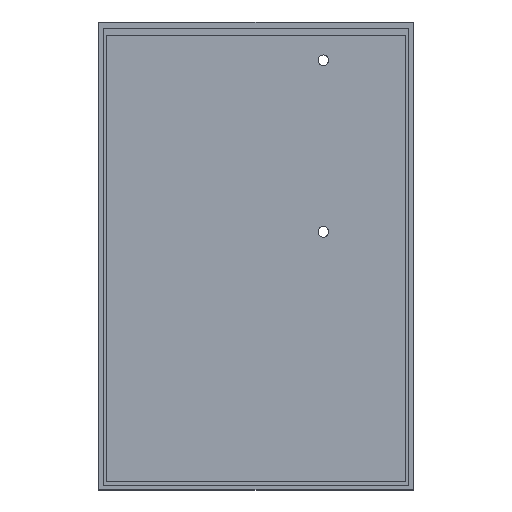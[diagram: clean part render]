
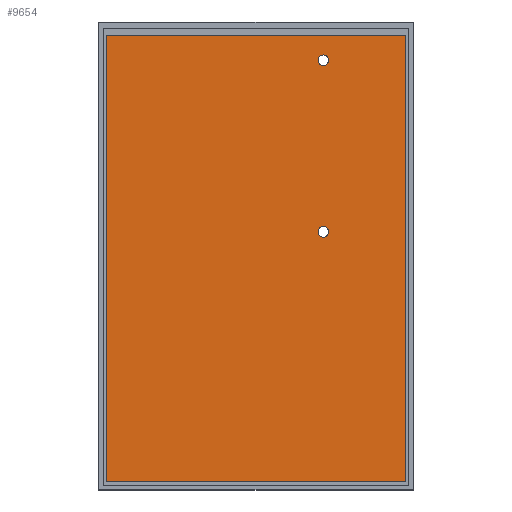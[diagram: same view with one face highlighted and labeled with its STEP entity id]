
A CAD part, top view. The second image highlights one B-rep face of the part: STEP entity #9654.
In plain terms, the highlighted planar face has unit normal (0, 0, 1).
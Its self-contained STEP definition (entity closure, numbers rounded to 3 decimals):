
#11 = CARTESIAN_POINT ( 'NONE',  ( 59.337, 41.662, 4.5 ) ) ;
#35 = EDGE_LOOP ( 'NONE', ( #4399, #1721 ) ) ;
#166 = VERTEX_POINT ( 'NONE', #2659 ) ;
#348 = AXIS2_PLACEMENT_3D ( 'NONE', #6691, #9404, #1753 ) ;
#414 = VERTEX_POINT ( 'NONE', #9525 ) ;
#697 = VECTOR ( 'NONE', #1819, 1000. ) ;
#751 = CARTESIAN_POINT ( 'NONE',  ( 6.337, 45.862, 4.5 ) ) ;
#785 = ORIENTED_EDGE ( 'NONE', *, *, #4974, .T. ) ;
#787 = CARTESIAN_POINT ( 'NONE',  ( 32.937, 33.662, 4.5 ) ) ;
#793 = DIRECTION ( 'NONE',  ( 0., -1., 0. ) ) ;
#865 = CARTESIAN_POINT ( 'NONE',  ( -36.663, -101.638, 4.5 ) ) ;
#956 = FACE_BOUND ( 'NONE', #35, .T. ) ;
#982 = DIRECTION ( 'NONE',  ( 1., 0., 0. ) ) ;
#1038 = CARTESIAN_POINT ( 'NONE',  ( 58.337, 45.862, 4.5 ) ) ;
#1103 = VERTEX_POINT ( 'NONE', #9541 ) ;
#1106 = EDGE_CURVE ( 'NONE', #10113, #2667, #3331, .T. ) ;
#1149 = AXIS2_PLACEMENT_3D ( 'NONE', #10811, #7332, #8977 ) ;
#1162 = EDGE_CURVE ( 'NONE', #2918, #5463, #9870, .T. ) ;
#1341 = EDGE_CURVE ( 'NONE', #7717, #9350, #10802, .T. ) ;
#1421 = CIRCLE ( 'NONE', #348, 1.7 ) ;
#1542 = EDGE_CURVE ( 'NONE', #9350, #166, #6875, .T. ) ;
#1598 = EDGE_CURVE ( 'NONE', #414, #3093, #1421, .T. ) ;
#1600 = VECTOR ( 'NONE', #793, 1000. ) ;
#1721 = ORIENTED_EDGE ( 'NONE', *, *, #3682, .F. ) ;
#1753 = DIRECTION ( 'NONE',  ( 1., 0., 0. ) ) ;
#1758 = EDGE_CURVE ( 'NONE', #5049, #1103, #9854, .T. ) ;
#1819 = DIRECTION ( 'NONE',  ( 0., 1., 0. ) ) ;
#2021 = CARTESIAN_POINT ( 'NONE',  ( 6.337, 41.662, 4.5 ) ) ;
#2126 = ORIENTED_EDGE ( 'NONE', *, *, #1542, .F. ) ;
#2132 = CARTESIAN_POINT ( 'NONE',  ( -36.663, 41.662, 4.5 ) ) ;
#2243 = EDGE_LOOP ( 'NONE', ( #3572, #9692 ) ) ;
#2308 = DIRECTION ( 'NONE',  ( 1., 0., 0. ) ) ;
#2356 = DIRECTION ( 'NONE',  ( 1., 0., 0. ) ) ;
#2358 = CARTESIAN_POINT ( 'NONE',  ( 6.337, 51.662, 4.5 ) ) ;
#2513 = EDGE_CURVE ( 'NONE', #4652, #10113, #3957, .T. ) ;
#2585 = CARTESIAN_POINT ( 'NONE',  ( 58.337, 51.662, 4.5 ) ) ;
#2631 = VECTOR ( 'NONE', #7811, 1000. ) ;
#2659 = CARTESIAN_POINT ( 'NONE',  ( 58.337, 41.662, 4.5 ) ) ;
#2667 = VERTEX_POINT ( 'NONE', #6790 ) ;
#2747 = ORIENTED_EDGE ( 'NONE', *, *, #10043, .T. ) ;
#2899 = CARTESIAN_POINT ( 'NONE',  ( 59.337, -101.638, 4.5 ) ) ;
#2918 = VERTEX_POINT ( 'NONE', #3397 ) ;
#3093 = VERTEX_POINT ( 'NONE', #4903 ) ;
#3156 = EDGE_CURVE ( 'NONE', #3093, #414, #8146, .T. ) ;
#3331 = LINE ( 'NONE', #11, #697 ) ;
#3397 = CARTESIAN_POINT ( 'NONE',  ( 34.637, 33.662, 4.5 ) ) ;
#3572 = ORIENTED_EDGE ( 'NONE', *, *, #3156, .F. ) ;
#3663 = EDGE_CURVE ( 'NONE', #1103, #4652, #8500, .T. ) ;
#3682 = EDGE_CURVE ( 'NONE', #5463, #2918, #8328, .T. ) ;
#3957 = LINE ( 'NONE', #10559, #10882 ) ;
#4135 = ORIENTED_EDGE ( 'NONE', *, *, #3663, .T. ) ;
#4214 = CARTESIAN_POINT ( 'NONE',  ( 0., 0., 4.5 ) ) ;
#4274 = FACE_OUTER_BOUND ( 'NONE', #7440, .T. ) ;
#4298 = VECTOR ( 'NONE', #5567, 1000. ) ;
#4312 = LINE ( 'NONE', #11060, #2631 ) ;
#4399 = ORIENTED_EDGE ( 'NONE', *, *, #1162, .F. ) ;
#4591 = DIRECTION ( 'NONE',  ( 1., 0., 0. ) ) ;
#4652 = VERTEX_POINT ( 'NONE', #865 ) ;
#4903 = CARTESIAN_POINT ( 'NONE',  ( 34.637, -21.338, 4.5 ) ) ;
#4974 = EDGE_CURVE ( 'NONE', #7717, #5049, #10128, .T. ) ;
#5049 = VERTEX_POINT ( 'NONE', #2021 ) ;
#5450 = AXIS2_PLACEMENT_3D ( 'NONE', #787, #9349, #2356 ) ;
#5463 = VERTEX_POINT ( 'NONE', #7398 ) ;
#5567 = DIRECTION ( 'NONE',  ( -1., 0., 0. ) ) ;
#5626 = CARTESIAN_POINT ( 'NONE',  ( -39.163, 45.862, 4.5 ) ) ;
#5725 = VECTOR ( 'NONE', #2308, 1000. ) ;
#6119 = ORIENTED_EDGE ( 'NONE', *, *, #2513, .T. ) ;
#6686 = DIRECTION ( 'NONE',  ( 0., -1., 0. ) ) ;
#6691 = CARTESIAN_POINT ( 'NONE',  ( 32.937, -21.338, 4.5 ) ) ;
#6790 = CARTESIAN_POINT ( 'NONE',  ( 59.337, 41.662, 4.5 ) ) ;
#6875 = LINE ( 'NONE', #2585, #1600 ) ;
#6927 = FACE_BOUND ( 'NONE', #2243, .T. ) ;
#6932 = VECTOR ( 'NONE', #8397, 1000. ) ;
#6997 = ORIENTED_EDGE ( 'NONE', *, *, #1106, .T. ) ;
#7251 = ORIENTED_EDGE ( 'NONE', *, *, #1341, .F. ) ;
#7332 = DIRECTION ( 'NONE',  ( 0., 0., 1. ) ) ;
#7398 = CARTESIAN_POINT ( 'NONE',  ( 31.237, 33.662, 4.5 ) ) ;
#7440 = EDGE_LOOP ( 'NONE', ( #4135, #6119, #6997, #2747, #2126, #7251, #785, #8237 ) ) ;
#7717 = VERTEX_POINT ( 'NONE', #751 ) ;
#7811 = DIRECTION ( 'NONE',  ( -1., 0., 0. ) ) ;
#8146 = CIRCLE ( 'NONE', #1149, 1.7 ) ;
#8237 = ORIENTED_EDGE ( 'NONE', *, *, #1758, .T. ) ;
#8328 = CIRCLE ( 'NONE', #5450, 1.7 ) ;
#8386 = AXIS2_PLACEMENT_3D ( 'NONE', #4214, #9461, #8557 ) ;
#8397 = DIRECTION ( 'NONE',  ( 0., -1., 0. ) ) ;
#8500 = LINE ( 'NONE', #10969, #8517 ) ;
#8517 = VECTOR ( 'NONE', #6686, 1000. ) ;
#8557 = DIRECTION ( 'NONE',  ( 1., 0., 0. ) ) ;
#8977 = DIRECTION ( 'NONE',  ( 1., 0., 0. ) ) ;
#9349 = DIRECTION ( 'NONE',  ( 0., 0., 1. ) ) ;
#9350 = VERTEX_POINT ( 'NONE', #1038 ) ;
#9404 = DIRECTION ( 'NONE',  ( 0., 0., 1. ) ) ;
#9461 = DIRECTION ( 'NONE',  ( 0., 0., 1. ) ) ;
#9525 = CARTESIAN_POINT ( 'NONE',  ( 31.237, -21.338, 4.5 ) ) ;
#9541 = CARTESIAN_POINT ( 'NONE',  ( -36.663, 41.662, 4.5 ) ) ;
#9654 = ADVANCED_FACE ( 'NONE', ( #956, #6927, #4274 ), #11077, .T. ) ;
#9692 = ORIENTED_EDGE ( 'NONE', *, *, #1598, .F. ) ;
#9854 = LINE ( 'NONE', #2132, #4298 ) ;
#9870 = CIRCLE ( 'NONE', #10747, 1.7 ) ;
#10043 = EDGE_CURVE ( 'NONE', #2667, #166, #4312, .T. ) ;
#10113 = VERTEX_POINT ( 'NONE', #2899 ) ;
#10128 = LINE ( 'NONE', #2358, #6932 ) ;
#10149 = DIRECTION ( 'NONE',  ( 0., 0., 1. ) ) ;
#10316 = CARTESIAN_POINT ( 'NONE',  ( 32.937, 33.662, 4.5 ) ) ;
#10559 = CARTESIAN_POINT ( 'NONE',  ( -36.663, -101.638, 4.5 ) ) ;
#10747 = AXIS2_PLACEMENT_3D ( 'NONE', #10316, #10149, #982 ) ;
#10802 = LINE ( 'NONE', #5626, #5725 ) ;
#10811 = CARTESIAN_POINT ( 'NONE',  ( 32.937, -21.338, 4.5 ) ) ;
#10882 = VECTOR ( 'NONE', #4591, 1000. ) ;
#10969 = CARTESIAN_POINT ( 'NONE',  ( -36.663, 41.662, 4.5 ) ) ;
#11060 = CARTESIAN_POINT ( 'NONE',  ( -36.663, 41.662, 4.5 ) ) ;
#11077 = PLANE ( 'NONE',  #8386 ) ;
